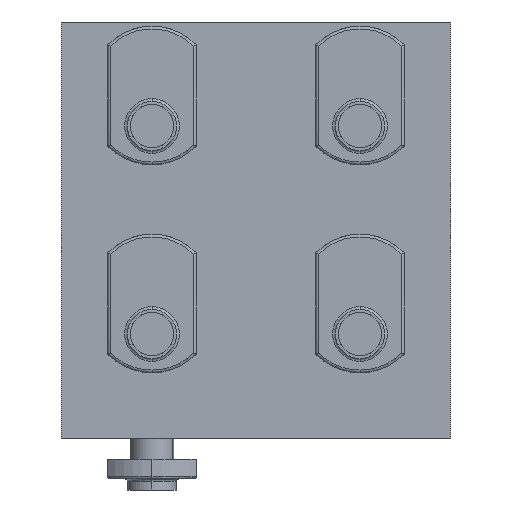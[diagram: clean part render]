
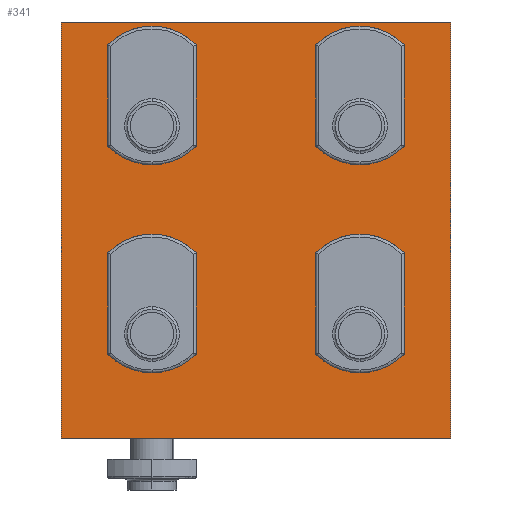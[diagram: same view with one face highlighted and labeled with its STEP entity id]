
A CAD part, front view. The second image highlights one B-rep face of the part: STEP entity #341.
In plain terms, the highlighted planar face has unit normal (0, -1, 0).
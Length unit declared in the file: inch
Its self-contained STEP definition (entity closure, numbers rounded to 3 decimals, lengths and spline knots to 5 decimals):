
#23 = VERTEX_POINT ( 'NONE', #636 ) ;
#41 = EDGE_CURVE ( 'NONE', #302, #439, #729, .T. ) ;
#45 = EDGE_CURVE ( 'NONE', #732, #129, #745, .T. ) ;
#48 = EDGE_CURVE ( 'NONE', #129, #732, #804, .T. ) ;
#59 = ORIENTED_EDGE ( 'NONE', *, *, #2423, .F. ) ;
#129 = VERTEX_POINT ( 'NONE', #1305 ) ;
#138 = EDGE_LOOP ( 'NONE', ( #320, #455 ) ) ;
#158 = ORIENTED_EDGE ( 'NONE', *, *, #2046, .T. ) ;
#170 = EDGE_LOOP ( 'NONE', ( #2115, #199 ) ) ;
#179 = VERTEX_POINT ( 'NONE', #1549 ) ;
#192 = ORIENTED_EDGE ( 'NONE', *, *, #387, .F. ) ;
#199 = ORIENTED_EDGE ( 'NONE', *, *, #892, .F. ) ;
#236 = EDGE_CURVE ( 'NONE', #733, #385, #759, .T. ) ;
#302 = VERTEX_POINT ( 'NONE', #1311 ) ;
#320 = ORIENTED_EDGE ( 'NONE', *, *, #48, .F. ) ;
#335 = EDGE_LOOP ( 'NONE', ( #1348, #443 ) ) ;
#341 = ADVANCED_FACE ( 'NONE', ( #1472, #1473, #1474, #1475, #1476 ), #1477, .T. ) ;
#355 = VERTEX_POINT ( 'NONE', #1506 ) ;
#359 = EDGE_LOOP ( 'NONE', ( #192, #392 ) ) ;
#365 = VERTEX_POINT ( 'NONE', #1548 ) ;
#385 = VERTEX_POINT ( 'NONE', #514 ) ;
#387 = EDGE_CURVE ( 'NONE', #439, #302, #533, .T. ) ;
#388 = EDGE_LOOP ( 'NONE', ( #909, #59, #1349, #158 ) ) ;
#392 = ORIENTED_EDGE ( 'NONE', *, *, #41, .F. ) ;
#439 = VERTEX_POINT ( 'NONE', #936 ) ;
#443 = ORIENTED_EDGE ( 'NONE', *, *, #806, .F. ) ;
#455 = ORIENTED_EDGE ( 'NONE', *, *, #45, .F. ) ;
#514 = CARTESIAN_POINT ( 'NONE',  ( 0.75, 0., 0.914 ) ) ;
#533 = CIRCLE ( 'NONE', #534, 0.164 ) ;
#534 = AXIS2_PLACEMENT_3D ( 'NONE', #535, #536, #537 ) ;
#535 = CARTESIAN_POINT ( 'NONE',  ( -0.75, 0., 0.75 ) ) ;
#536 = DIRECTION ( 'NONE',  ( 0., -1., 0. ) ) ;
#537 = DIRECTION ( 'NONE',  ( 0., 0., -1. ) ) ;
#592 = CARTESIAN_POINT ( 'NONE',  ( 1.405, 0., 0. ) ) ;
#612 = EDGE_CURVE ( 'NONE', #355, #1737, #1204, .T. ) ;
#636 = CARTESIAN_POINT ( 'NONE',  ( -1.405, 0., 3. ) ) ;
#729 = CIRCLE ( 'NONE', #730, 0.164 ) ;
#730 = AXIS2_PLACEMENT_3D ( 'NONE', #731, #735, #736 ) ;
#731 = CARTESIAN_POINT ( 'NONE',  ( -0.75, 0., 0.75 ) ) ;
#732 = VERTEX_POINT ( 'NONE', #1237 ) ;
#733 = VERTEX_POINT ( 'NONE', #1238 ) ;
#735 = DIRECTION ( 'NONE',  ( 0., -1., 0. ) ) ;
#736 = DIRECTION ( 'NONE',  ( 0., 0., -1. ) ) ;
#745 = CIRCLE ( 'NONE', #746, 0.164 ) ;
#746 = AXIS2_PLACEMENT_3D ( 'NONE', #747, #748, #749 ) ;
#747 = CARTESIAN_POINT ( 'NONE',  ( -0.75, 0., 2.25 ) ) ;
#748 = DIRECTION ( 'NONE',  ( 0., -1., 0. ) ) ;
#749 = DIRECTION ( 'NONE',  ( 0., 0., -1. ) ) ;
#759 = CIRCLE ( 'NONE', #760, 0.164 ) ;
#760 = AXIS2_PLACEMENT_3D ( 'NONE', #761, #762, #763 ) ;
#761 = CARTESIAN_POINT ( 'NONE',  ( 0.75, 0., 0.75 ) ) ;
#762 = DIRECTION ( 'NONE',  ( 0., -1., 0. ) ) ;
#763 = DIRECTION ( 'NONE',  ( 0., 0., -1. ) ) ;
#787 = LINE ( 'NONE', #788, #789 ) ;
#788 = CARTESIAN_POINT ( 'NONE',  ( -1.405, 0., 0. ) ) ;
#789 = VECTOR ( 'NONE', #790, 39.37008 ) ;
#790 = DIRECTION ( 'NONE',  ( 1., 0., 0. ) ) ;
#804 = CIRCLE ( 'NONE', #805, 0.164 ) ;
#805 = AXIS2_PLACEMENT_3D ( 'NONE', #809, #810, #811 ) ;
#806 = EDGE_CURVE ( 'NONE', #385, #733, #1277, .T. ) ;
#809 = CARTESIAN_POINT ( 'NONE',  ( -0.75, 0., 2.25 ) ) ;
#810 = DIRECTION ( 'NONE',  ( 0., -1., 0. ) ) ;
#811 = DIRECTION ( 'NONE',  ( 0., 0., -1. ) ) ;
#892 = EDGE_CURVE ( 'NONE', #365, #2390, #1325, .T. ) ;
#909 = ORIENTED_EDGE ( 'NONE', *, *, #612, .F. ) ;
#936 = CARTESIAN_POINT ( 'NONE',  ( -0.75, 0., 0.586 ) ) ;
#997 = CARTESIAN_POINT ( 'NONE',  ( 0.75, 0., 2.086 ) ) ;
#1204 = LINE ( 'NONE', #1205, #1206 ) ;
#1205 = CARTESIAN_POINT ( 'NONE',  ( 1.405, 0., 3. ) ) ;
#1206 = VECTOR ( 'NONE', #1207, 39.37008 ) ;
#1207 = DIRECTION ( 'NONE',  ( 0., 0., -1. ) ) ;
#1237 = CARTESIAN_POINT ( 'NONE',  ( -0.75, 0., 2.414 ) ) ;
#1238 = CARTESIAN_POINT ( 'NONE',  ( 0.75, 0., 0.586 ) ) ;
#1264 = EDGE_CURVE ( 'NONE', #23, #179, #1493, .T. ) ;
#1277 = CIRCLE ( 'NONE', #1278, 0.164 ) ;
#1278 = AXIS2_PLACEMENT_3D ( 'NONE', #1279, #1280, #1281 ) ;
#1279 = CARTESIAN_POINT ( 'NONE',  ( 0.75, 0., 0.75 ) ) ;
#1280 = DIRECTION ( 'NONE',  ( 0., -1., 0. ) ) ;
#1281 = DIRECTION ( 'NONE',  ( 0., 0., -1. ) ) ;
#1305 = CARTESIAN_POINT ( 'NONE',  ( -0.75, 0., 2.086 ) ) ;
#1311 = CARTESIAN_POINT ( 'NONE',  ( -0.75, 0., 0.914 ) ) ;
#1325 = CIRCLE ( 'NONE', #1326, 0.164 ) ;
#1326 = AXIS2_PLACEMENT_3D ( 'NONE', #1327, #1328, #1329 ) ;
#1327 = CARTESIAN_POINT ( 'NONE',  ( 0.75, 0., 2.25 ) ) ;
#1328 = DIRECTION ( 'NONE',  ( 0., -1., 0. ) ) ;
#1329 = DIRECTION ( 'NONE',  ( 0., 0., -1. ) ) ;
#1348 = ORIENTED_EDGE ( 'NONE', *, *, #236, .F. ) ;
#1349 = ORIENTED_EDGE ( 'NONE', *, *, #1264, .T. ) ;
#1368 = LINE ( 'NONE', #1369, #1370 ) ;
#1369 = CARTESIAN_POINT ( 'NONE',  ( -1.405, 0., 3. ) ) ;
#1370 = VECTOR ( 'NONE', #1371, 39.37008 ) ;
#1371 = DIRECTION ( 'NONE',  ( 1., 0., 0. ) ) ;
#1389 = CIRCLE ( 'NONE', #1390, 0.164 ) ;
#1390 = AXIS2_PLACEMENT_3D ( 'NONE', #1391, #1392, #1393 ) ;
#1391 = CARTESIAN_POINT ( 'NONE',  ( 0.75, 0., 2.25 ) ) ;
#1392 = DIRECTION ( 'NONE',  ( 0., -1., 0. ) ) ;
#1393 = DIRECTION ( 'NONE',  ( 0., 0., -1. ) ) ;
#1472 = FACE_BOUND ( 'NONE', #335, .T. ) ;
#1473 = FACE_BOUND ( 'NONE', #359, .T. ) ;
#1474 = FACE_OUTER_BOUND ( 'NONE', #388, .T. ) ;
#1475 = FACE_BOUND ( 'NONE', #138, .T. ) ;
#1476 = FACE_BOUND ( 'NONE', #170, .T. ) ;
#1477 = PLANE ( 'NONE',  #1478 ) ;
#1478 = AXIS2_PLACEMENT_3D ( 'NONE', #1479, #1480, #1481 ) ;
#1479 = CARTESIAN_POINT ( 'NONE',  ( -1.405, 0., 3. ) ) ;
#1480 = DIRECTION ( 'NONE',  ( 0., -1., 0. ) ) ;
#1481 = DIRECTION ( 'NONE',  ( 0., 0., -1. ) ) ;
#1493 = LINE ( 'NONE', #1494, #1495 ) ;
#1494 = CARTESIAN_POINT ( 'NONE',  ( -1.405, 0., 3. ) ) ;
#1495 = VECTOR ( 'NONE', #1496, 39.37008 ) ;
#1496 = DIRECTION ( 'NONE',  ( 0., 0., -1. ) ) ;
#1506 = CARTESIAN_POINT ( 'NONE',  ( 1.405, 0., 3. ) ) ;
#1548 = CARTESIAN_POINT ( 'NONE',  ( 0.75, 0., 2.414 ) ) ;
#1549 = CARTESIAN_POINT ( 'NONE',  ( -1.405, 0., 0. ) ) ;
#1737 = VERTEX_POINT ( 'NONE', #592 ) ;
#2046 = EDGE_CURVE ( 'NONE', #179, #1737, #787, .T. ) ;
#2115 = ORIENTED_EDGE ( 'NONE', *, *, #2427, .F. ) ;
#2390 = VERTEX_POINT ( 'NONE', #997 ) ;
#2423 = EDGE_CURVE ( 'NONE', #23, #355, #1368, .T. ) ;
#2427 = EDGE_CURVE ( 'NONE', #2390, #365, #1389, .T. ) ;
